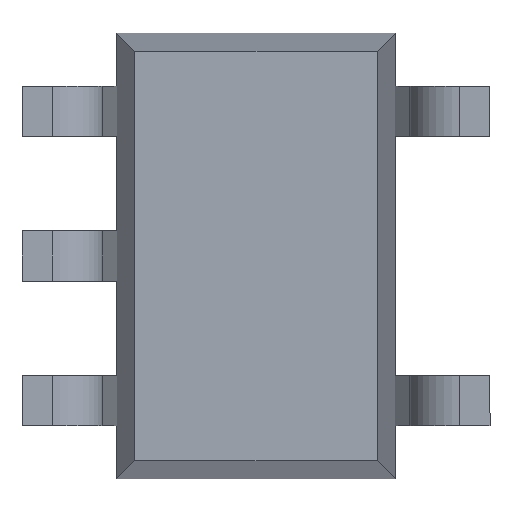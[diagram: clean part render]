
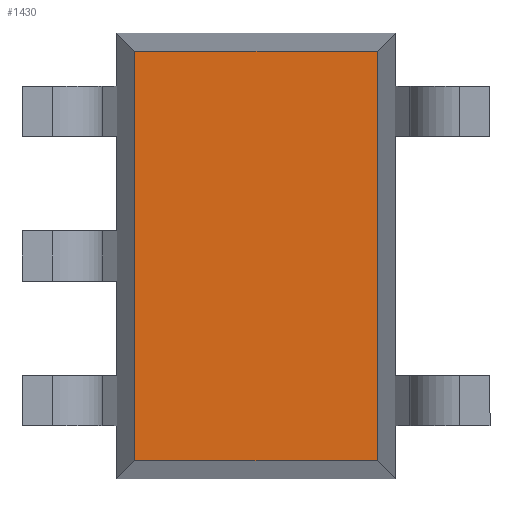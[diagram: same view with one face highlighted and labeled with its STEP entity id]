
A CAD part, front view. The second image highlights one B-rep face of the part: STEP entity #1430.
In plain terms, the highlighted planar face has unit normal (0, -1, 0).
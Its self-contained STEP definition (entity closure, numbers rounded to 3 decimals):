
#30 = VERTEX_POINT ( 'NONE', #1661 ) ;
#105 = ORIENTED_EDGE ( 'NONE', *, *, #1591, .F. ) ;
#124 = EDGE_LOOP ( 'NONE', ( #220, #279, #304, #105 ) ) ;
#164 = EDGE_CURVE ( 'NONE', #1034, #30, #802, .T. ) ;
#220 = ORIENTED_EDGE ( 'NONE', *, *, #2136, .F. ) ;
#279 = ORIENTED_EDGE ( 'NONE', *, *, #715, .F. ) ;
#304 = ORIENTED_EDGE ( 'NONE', *, *, #164, .F. ) ;
#370 = CARTESIAN_POINT ( 'NONE',  ( 0., 0.1, 0. ) ) ;
#470 = DIRECTION ( 'NONE',  ( 0., 0., 1. ) ) ;
#512 = CARTESIAN_POINT ( 'NONE',  ( 0.543, 0.1, -0.918 ) ) ;
#586 = DIRECTION ( 'NONE',  ( 1., 0., 0. ) ) ;
#710 = VERTEX_POINT ( 'NONE', #1356 ) ;
#711 = VECTOR ( 'NONE', #1915, 1000. ) ;
#715 = EDGE_CURVE ( 'NONE', #30, #2087, #1765, .T. ) ;
#802 = LINE ( 'NONE', #1238, #1165 ) ;
#935 = DIRECTION ( 'NONE',  ( -1., 0., 0. ) ) ;
#1016 = FACE_OUTER_BOUND ( 'NONE', #124, .T. ) ;
#1034 = VERTEX_POINT ( 'NONE', #512 ) ;
#1094 = DIRECTION ( 'NONE',  ( 0., 1., 0. ) ) ;
#1161 = CARTESIAN_POINT ( 'NONE',  ( -0.543, 0.1, 0. ) ) ;
#1165 = VECTOR ( 'NONE', #1585, 1000. ) ;
#1180 = VECTOR ( 'NONE', #586, 1000. ) ;
#1238 = CARTESIAN_POINT ( 'NONE',  ( 0., 0.1, -0.918 ) ) ;
#1276 = LINE ( 'NONE', #1459, #711 ) ;
#1290 = LINE ( 'NONE', #1676, #1180 ) ;
#1306 = CARTESIAN_POINT ( 'NONE',  ( -0.543, 0.1, 0.918 ) ) ;
#1356 = CARTESIAN_POINT ( 'NONE',  ( 0.543, 0.1, 0.918 ) ) ;
#1430 = ADVANCED_FACE ( 'NONE', ( #1016 ), #2013, .F. ) ;
#1459 = CARTESIAN_POINT ( 'NONE',  ( 0.543, 0.1, 0. ) ) ;
#1585 = DIRECTION ( 'NONE',  ( -1., 0., 0. ) ) ;
#1591 = EDGE_CURVE ( 'NONE', #710, #1034, #1276, .T. ) ;
#1661 = CARTESIAN_POINT ( 'NONE',  ( -0.543, 0.1, -0.918 ) ) ;
#1676 = CARTESIAN_POINT ( 'NONE',  ( 0., 0.1, 0.918 ) ) ;
#1755 = AXIS2_PLACEMENT_3D ( 'NONE', #370, #1094, #935 ) ;
#1765 = LINE ( 'NONE', #1161, #2125 ) ;
#1915 = DIRECTION ( 'NONE',  ( 0., 0., -1. ) ) ;
#2013 = PLANE ( 'NONE',  #1755 ) ;
#2087 = VERTEX_POINT ( 'NONE', #1306 ) ;
#2125 = VECTOR ( 'NONE', #470, 1000. ) ;
#2136 = EDGE_CURVE ( 'NONE', #2087, #710, #1290, .T. ) ;
